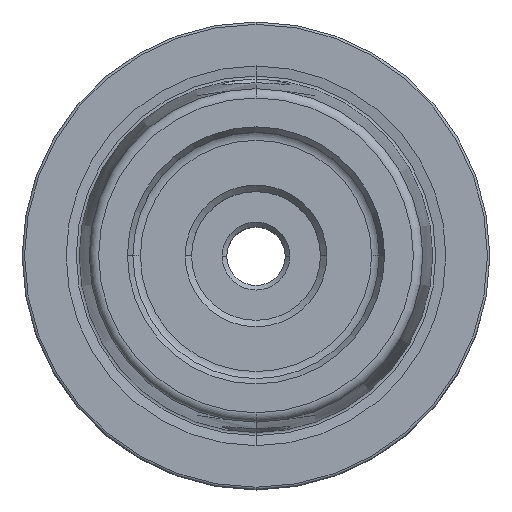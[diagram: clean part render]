
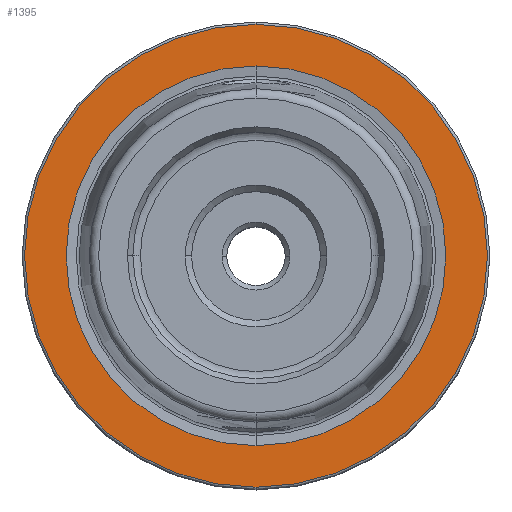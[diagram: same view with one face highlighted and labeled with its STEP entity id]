
A CAD part, top view. The second image highlights one B-rep face of the part: STEP entity #1395.
In plain terms, the highlighted planar face has unit normal (0, 0, 1).
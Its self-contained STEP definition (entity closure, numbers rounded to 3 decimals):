
#400 = AXIS2_PLACEMENT_3D ( 'NONE', #3689, #3626, #3761 ) ;
#592 = EDGE_LOOP ( 'NONE', ( #2090, #1978 ) ) ;
#635 = CIRCLE ( 'NONE', #1024, 16.219 ) ;
#768 = EDGE_CURVE ( 'NONE', #1581, #3162, #3154, .T. ) ;
#935 = EDGE_CURVE ( 'NONE', #3162, #1581, #2957, .T. ) ;
#1024 = AXIS2_PLACEMENT_3D ( 'NONE', #2317, #2228, #2259 ) ;
#1042 = DIRECTION ( 'NONE',  ( 0., 0., -1. ) ) ;
#1369 = CARTESIAN_POINT ( 'NONE',  ( 0., -16.219, 0. ) ) ;
#1395 = ADVANCED_FACE ( 'NONE', ( #2186, #2188 ), #3165, .T. ) ;
#1567 = DIRECTION ( 'NONE',  ( 0., -1., 0. ) ) ;
#1575 = DIRECTION ( 'NONE',  ( 0., 0., 1. ) ) ;
#1579 = CARTESIAN_POINT ( 'NONE',  ( 0., 0., 0. ) ) ;
#1581 = VERTEX_POINT ( 'NONE', #2664 ) ;
#1656 = EDGE_LOOP ( 'NONE', ( #3376, #3590 ) ) ;
#1674 = VERTEX_POINT ( 'NONE', #2089 ) ;
#1769 = CIRCLE ( 'NONE', #1881, 16.219 ) ;
#1881 = AXIS2_PLACEMENT_3D ( 'NONE', #2402, #1042, #3813 ) ;
#1978 = ORIENTED_EDGE ( 'NONE', *, *, #768, .T. ) ;
#2089 = CARTESIAN_POINT ( 'NONE',  ( 0., 16.219, 0. ) ) ;
#2090 = ORIENTED_EDGE ( 'NONE', *, *, #935, .T. ) ;
#2151 = EDGE_CURVE ( 'NONE', #1674, #3308, #1769, .T. ) ;
#2186 = FACE_OUTER_BOUND ( 'NONE', #592, .T. ) ;
#2188 = FACE_BOUND ( 'NONE', #1656, .T. ) ;
#2228 = DIRECTION ( 'NONE',  ( 0., 0., -1. ) ) ;
#2259 = DIRECTION ( 'NONE',  ( 0., 1., 0. ) ) ;
#2313 = AXIS2_PLACEMENT_3D ( 'NONE', #1579, #1575, #1567 ) ;
#2317 = CARTESIAN_POINT ( 'NONE',  ( 0., 0., 0. ) ) ;
#2402 = CARTESIAN_POINT ( 'NONE',  ( 0., 0., 0. ) ) ;
#2664 = CARTESIAN_POINT ( 'NONE',  ( 0., 19.775, 0. ) ) ;
#2702 = AXIS2_PLACEMENT_3D ( 'NONE', #2733, #2731, #2717 ) ;
#2717 = DIRECTION ( 'NONE',  ( 0., -1., 0. ) ) ;
#2731 = DIRECTION ( 'NONE',  ( 0., 0., 1. ) ) ;
#2733 = CARTESIAN_POINT ( 'NONE',  ( 0., 0., 0. ) ) ;
#2957 = CIRCLE ( 'NONE', #2313, 19.775 ) ;
#3011 = CARTESIAN_POINT ( 'NONE',  ( 0., -19.775, 0. ) ) ;
#3154 = CIRCLE ( 'NONE', #2702, 19.775 ) ;
#3162 = VERTEX_POINT ( 'NONE', #3011 ) ;
#3165 = PLANE ( 'NONE',  #400 ) ;
#3308 = VERTEX_POINT ( 'NONE', #1369 ) ;
#3376 = ORIENTED_EDGE ( 'NONE', *, *, #4018, .T. ) ;
#3590 = ORIENTED_EDGE ( 'NONE', *, *, #2151, .T. ) ;
#3626 = DIRECTION ( 'NONE',  ( 0., 0., 1. ) ) ;
#3689 = CARTESIAN_POINT ( 'NONE',  ( 0., 19.975, 0. ) ) ;
#3761 = DIRECTION ( 'NONE',  ( 0., -1., 0. ) ) ;
#3813 = DIRECTION ( 'NONE',  ( 0., 1., 0. ) ) ;
#4018 = EDGE_CURVE ( 'NONE', #3308, #1674, #635, .T. ) ;
